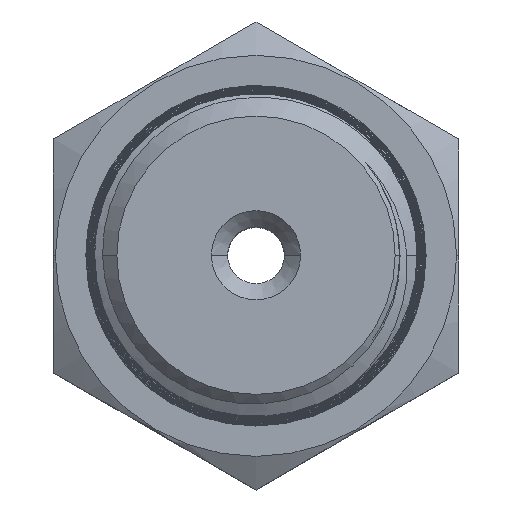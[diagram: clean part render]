
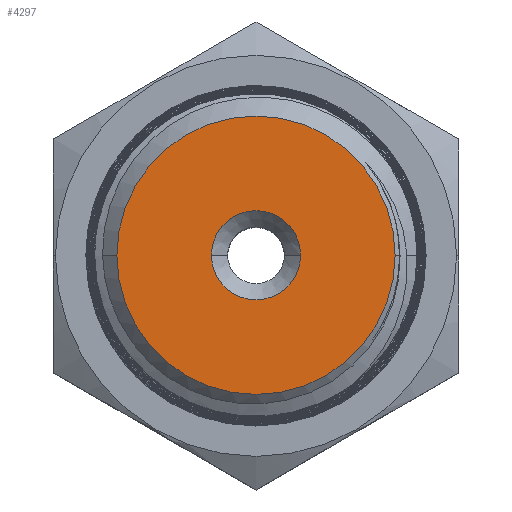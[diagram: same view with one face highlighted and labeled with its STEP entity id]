
A CAD part, top view. The second image highlights one B-rep face of the part: STEP entity #4297.
In plain terms, the highlighted planar face has unit normal (0, 0, 1).
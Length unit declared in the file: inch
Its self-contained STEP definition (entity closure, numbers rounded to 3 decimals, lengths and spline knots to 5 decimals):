
#45 = VERTEX_POINT ( 'NONE', #6750 ) ;
#824 = ORIENTED_EDGE ( 'NONE', *, *, #857, .F. ) ;
#857 = EDGE_CURVE ( 'NONE', #1202, #45, #3537, .T. ) ;
#972 = CARTESIAN_POINT ( 'NONE',  ( 0., 0., 2. ) ) ;
#1202 = VERTEX_POINT ( 'NONE', #9083 ) ;
#1972 = EDGE_CURVE ( 'NONE', #45, #1202, #7444, .T. ) ;
#2263 = CARTESIAN_POINT ( 'NONE',  ( 0., 0., 2. ) ) ;
#2539 = AXIS2_PLACEMENT_3D ( 'NONE', #2263, #5592, #12953 ) ;
#2639 = CARTESIAN_POINT ( 'NONE',  ( 0., 0., 2. ) ) ;
#2756 = CARTESIAN_POINT ( 'NONE',  ( 0., 0., 2. ) ) ;
#2768 = ORIENTED_EDGE ( 'NONE', *, *, #4871, .T. ) ;
#2908 = AXIS2_PLACEMENT_3D ( 'NONE', #2639, #4724, #6842 ) ;
#3537 = CIRCLE ( 'NONE', #12109, 0.11 ) ;
#4297 = ADVANCED_FACE ( 'NONE', ( #5407, #11444 ), #6355, .T. ) ;
#4687 = VERTEX_POINT ( 'NONE', #11507 ) ;
#4724 = DIRECTION ( 'NONE',  ( 0., 0., 1. ) ) ;
#4871 = EDGE_CURVE ( 'NONE', #10447, #4687, #11423, .T. ) ;
#4922 = AXIS2_PLACEMENT_3D ( 'NONE', #972, #6410, #13905 ) ;
#5038 = CARTESIAN_POINT ( 'NONE',  ( -0.3435, 0., 2. ) ) ;
#5407 = FACE_BOUND ( 'NONE', #10271, .T. ) ;
#5592 = DIRECTION ( 'NONE',  ( 0., 0., 1. ) ) ;
#5970 = DIRECTION ( 'NONE',  ( 1., 0., 0. ) ) ;
#6065 = DIRECTION ( 'NONE',  ( 0., 0., 1. ) ) ;
#6355 = PLANE ( 'NONE',  #4922 ) ;
#6410 = DIRECTION ( 'NONE',  ( 0., 0., 1. ) ) ;
#6750 = CARTESIAN_POINT ( 'NONE',  ( 0.11, 0., 2. ) ) ;
#6842 = DIRECTION ( 'NONE',  ( 1., 0., 0. ) ) ;
#7100 = DIRECTION ( 'NONE',  ( 0., 0., 1. ) ) ;
#7444 = CIRCLE ( 'NONE', #10312, 0.11 ) ;
#9083 = CARTESIAN_POINT ( 'NONE',  ( -0.11, 0., 2. ) ) ;
#9545 = EDGE_LOOP ( 'NONE', ( #2768, #11763 ) ) ;
#10161 = CARTESIAN_POINT ( 'NONE',  ( 0., 0., 2. ) ) ;
#10271 = EDGE_LOOP ( 'NONE', ( #10315, #824 ) ) ;
#10312 = AXIS2_PLACEMENT_3D ( 'NONE', #2756, #7100, #12471 ) ;
#10315 = ORIENTED_EDGE ( 'NONE', *, *, #1972, .F. ) ;
#10447 = VERTEX_POINT ( 'NONE', #5038 ) ;
#11423 = CIRCLE ( 'NONE', #2539, 0.3435 ) ;
#11444 = FACE_OUTER_BOUND ( 'NONE', #9545, .T. ) ;
#11507 = CARTESIAN_POINT ( 'NONE',  ( 0.3435, 0., 2. ) ) ;
#11763 = ORIENTED_EDGE ( 'NONE', *, *, #12811, .T. ) ;
#12109 = AXIS2_PLACEMENT_3D ( 'NONE', #10161, #6065, #5970 ) ;
#12471 = DIRECTION ( 'NONE',  ( 1., 0., 0. ) ) ;
#12811 = EDGE_CURVE ( 'NONE', #4687, #10447, #13179, .T. ) ;
#12953 = DIRECTION ( 'NONE',  ( 1., 0., 0. ) ) ;
#13179 = CIRCLE ( 'NONE', #2908, 0.3435 ) ;
#13905 = DIRECTION ( 'NONE',  ( 1., 0., 0. ) ) ;
